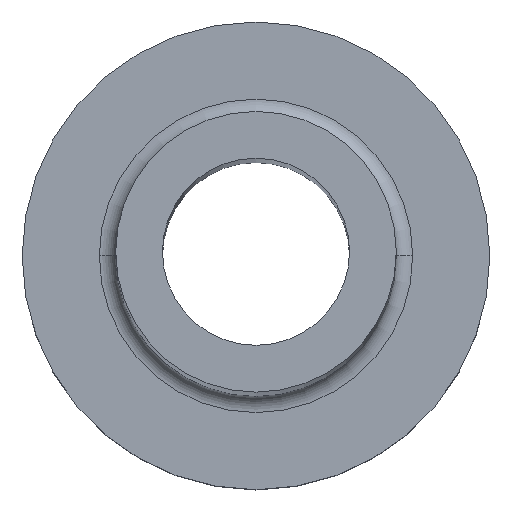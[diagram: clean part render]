
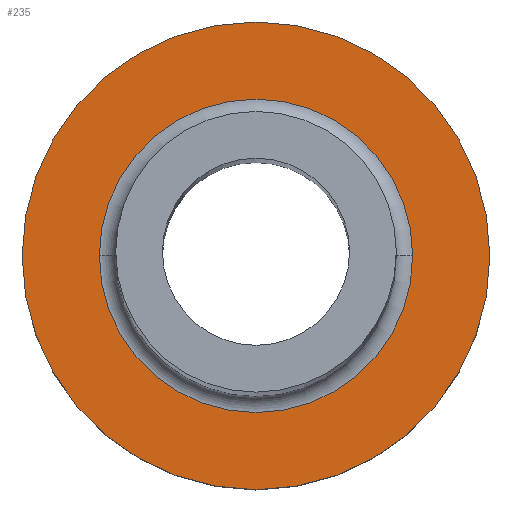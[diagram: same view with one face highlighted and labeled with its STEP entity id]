
A CAD part, top view. The second image highlights one B-rep face of the part: STEP entity #235.
In plain terms, the highlighted planar face has unit normal (0, 0, 1).
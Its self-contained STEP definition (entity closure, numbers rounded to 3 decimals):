
#7 = EDGE_CURVE ( 'NONE', #46, #153, #139, .T. ) ;
#10 = ORIENTED_EDGE ( 'NONE', *, *, #204, .T. ) ;
#12 = CARTESIAN_POINT ( 'NONE',  ( 0., 0., 7. ) ) ;
#22 = AXIS2_PLACEMENT_3D ( 'NONE', #12, #251, #100 ) ;
#26 = DIRECTION ( 'NONE',  ( 0., 0., -1. ) ) ;
#35 = DIRECTION ( 'NONE',  ( 1., 0., 0. ) ) ;
#46 = VERTEX_POINT ( 'NONE', #258 ) ;
#49 = EDGE_LOOP ( 'NONE', ( #174, #302 ) ) ;
#57 = CARTESIAN_POINT ( 'NONE',  ( -6.7, 0., 7. ) ) ;
#64 = CARTESIAN_POINT ( 'NONE',  ( 6.7, 0., 7. ) ) ;
#74 = VERTEX_POINT ( 'NONE', #57 ) ;
#80 = EDGE_LOOP ( 'NONE', ( #10, #310 ) ) ;
#87 = CARTESIAN_POINT ( 'NONE',  ( 0., 0., 7. ) ) ;
#89 = DIRECTION ( 'NONE',  ( 0., 0., 1. ) ) ;
#92 = AXIS2_PLACEMENT_3D ( 'NONE', #109, #234, #93 ) ;
#93 = DIRECTION ( 'NONE',  ( 1., 0., 0. ) ) ;
#100 = DIRECTION ( 'NONE',  ( 1., 0., 0. ) ) ;
#109 = CARTESIAN_POINT ( 'NONE',  ( 0., 0., 7. ) ) ;
#110 = CIRCLE ( 'NONE', #207, 10. ) ;
#120 = CIRCLE ( 'NONE', #343, 6.7 ) ;
#139 = CIRCLE ( 'NONE', #22, 10. ) ;
#147 = DIRECTION ( 'NONE',  ( 0., 0., 1. ) ) ;
#151 = AXIS2_PLACEMENT_3D ( 'NONE', #87, #89, #232 ) ;
#153 = VERTEX_POINT ( 'NONE', #314 ) ;
#174 = ORIENTED_EDGE ( 'NONE', *, *, #7, .T. ) ;
#184 = CIRCLE ( 'NONE', #92, 6.7 ) ;
#204 = EDGE_CURVE ( 'NONE', #265, #74, #120, .T. ) ;
#207 = AXIS2_PLACEMENT_3D ( 'NONE', #324, #147, #35 ) ;
#232 = DIRECTION ( 'NONE',  ( 1., 0., 0. ) ) ;
#234 = DIRECTION ( 'NONE',  ( 0., 0., -1. ) ) ;
#235 = ADVANCED_FACE ( 'NONE', ( #358, #327 ), #355, .T. ) ;
#251 = DIRECTION ( 'NONE',  ( 0., 0., 1. ) ) ;
#258 = CARTESIAN_POINT ( 'NONE',  ( -10., 0., 7. ) ) ;
#265 = VERTEX_POINT ( 'NONE', #64 ) ;
#287 = DIRECTION ( 'NONE',  ( 1., 0., 0. ) ) ;
#289 = CARTESIAN_POINT ( 'NONE',  ( 0., 0., 7. ) ) ;
#301 = EDGE_CURVE ( 'NONE', #153, #46, #110, .T. ) ;
#302 = ORIENTED_EDGE ( 'NONE', *, *, #301, .T. ) ;
#310 = ORIENTED_EDGE ( 'NONE', *, *, #317, .T. ) ;
#314 = CARTESIAN_POINT ( 'NONE',  ( 10., 0., 7. ) ) ;
#317 = EDGE_CURVE ( 'NONE', #74, #265, #184, .T. ) ;
#324 = CARTESIAN_POINT ( 'NONE',  ( 0., 0., 7. ) ) ;
#327 = FACE_OUTER_BOUND ( 'NONE', #49, .T. ) ;
#343 = AXIS2_PLACEMENT_3D ( 'NONE', #289, #26, #287 ) ;
#355 = PLANE ( 'NONE',  #151 ) ;
#358 = FACE_BOUND ( 'NONE', #80, .T. ) ;
